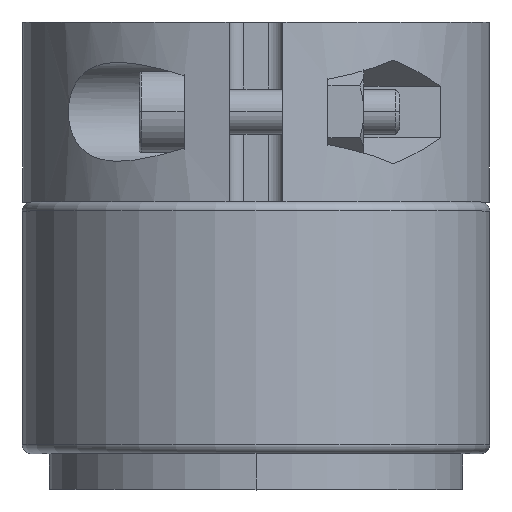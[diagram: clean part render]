
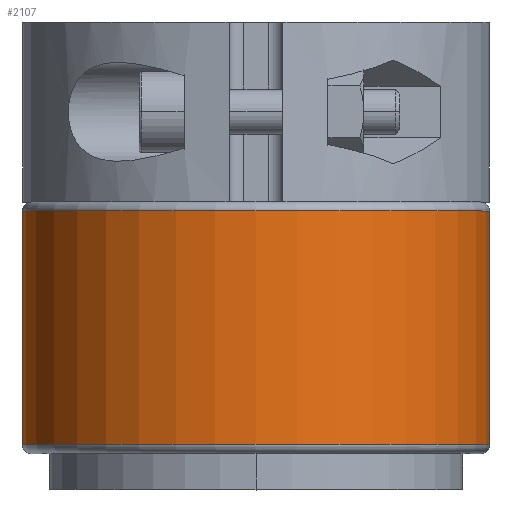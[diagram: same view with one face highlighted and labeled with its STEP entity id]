
A CAD part, top view. The second image highlights one B-rep face of the part: STEP entity #2107.
In plain terms, the highlighted cylindrical face has radius 13 mm (diameter 26 mm), a partial arc.
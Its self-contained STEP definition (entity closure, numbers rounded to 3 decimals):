
#167 = VERTEX_POINT ( 'NONE', #3861 ) ;
#345 = ORIENTED_EDGE ( 'NONE', *, *, #3742, .T. ) ;
#395 = DIRECTION ( 'NONE',  ( 0., -1., 0. ) ) ;
#508 = EDGE_CURVE ( 'NONE', #988, #543, #2032, .T. ) ;
#543 = VERTEX_POINT ( 'NONE', #3115 ) ;
#575 = EDGE_CURVE ( 'NONE', #543, #167, #3203, .T. ) ;
#865 = FACE_OUTER_BOUND ( 'NONE', #2703, .T. ) ;
#988 = VERTEX_POINT ( 'NONE', #1751 ) ;
#1148 = CARTESIAN_POINT ( 'NONE',  ( 0., 14., -13. ) ) ;
#1243 = CYLINDRICAL_SURFACE ( 'NONE', #1391, 13. ) ;
#1277 = AXIS2_PLACEMENT_3D ( 'NONE', #1370, #3132, #1346 ) ;
#1346 = DIRECTION ( 'NONE',  ( 0., 0., 1. ) ) ;
#1370 = CARTESIAN_POINT ( 'NONE',  ( 0., 0.5, 0. ) ) ;
#1391 = AXIS2_PLACEMENT_3D ( 'NONE', #2229, #2611, #3593 ) ;
#1401 = ORIENTED_EDGE ( 'NONE', *, *, #508, .T. ) ;
#1482 = DIRECTION ( 'NONE',  ( 0., -1., 0. ) ) ;
#1717 = CARTESIAN_POINT ( 'NONE',  ( 0., 14., 13. ) ) ;
#1751 = CARTESIAN_POINT ( 'NONE',  ( 0., 13.5, 13. ) ) ;
#2032 = LINE ( 'NONE', #1717, #2343 ) ;
#2107 = ADVANCED_FACE ( 'NONE', ( #865 ), #1243, .T. ) ;
#2162 = CARTESIAN_POINT ( 'NONE',  ( 0., 13.5, -13. ) ) ;
#2229 = CARTESIAN_POINT ( 'NONE',  ( 0., 14., 0. ) ) ;
#2343 = VECTOR ( 'NONE', #395, 1000. ) ;
#2410 = AXIS2_PLACEMENT_3D ( 'NONE', #2678, #2727, #4348 ) ;
#2475 = EDGE_CURVE ( 'NONE', #3936, #167, #4202, .T. ) ;
#2611 = DIRECTION ( 'NONE',  ( 0., -1., 0. ) ) ;
#2678 = CARTESIAN_POINT ( 'NONE',  ( 0., 13.5, 0. ) ) ;
#2703 = EDGE_LOOP ( 'NONE', ( #345, #1401, #3839, #3537 ) ) ;
#2727 = DIRECTION ( 'NONE',  ( 0., -1., 0. ) ) ;
#2751 = VECTOR ( 'NONE', #1482, 1000. ) ;
#2839 = CIRCLE ( 'NONE', #2410, 13. ) ;
#3115 = CARTESIAN_POINT ( 'NONE',  ( 0., 0.5, 13. ) ) ;
#3132 = DIRECTION ( 'NONE',  ( 0., 1., 0. ) ) ;
#3203 = CIRCLE ( 'NONE', #1277, 13. ) ;
#3537 = ORIENTED_EDGE ( 'NONE', *, *, #2475, .F. ) ;
#3593 = DIRECTION ( 'NONE',  ( 0., 0., -1. ) ) ;
#3742 = EDGE_CURVE ( 'NONE', #3936, #988, #2839, .T. ) ;
#3839 = ORIENTED_EDGE ( 'NONE', *, *, #575, .T. ) ;
#3861 = CARTESIAN_POINT ( 'NONE',  ( 0., 0.5, -13. ) ) ;
#3936 = VERTEX_POINT ( 'NONE', #2162 ) ;
#4202 = LINE ( 'NONE', #1148, #2751 ) ;
#4348 = DIRECTION ( 'NONE',  ( 0., 0., 1. ) ) ;
